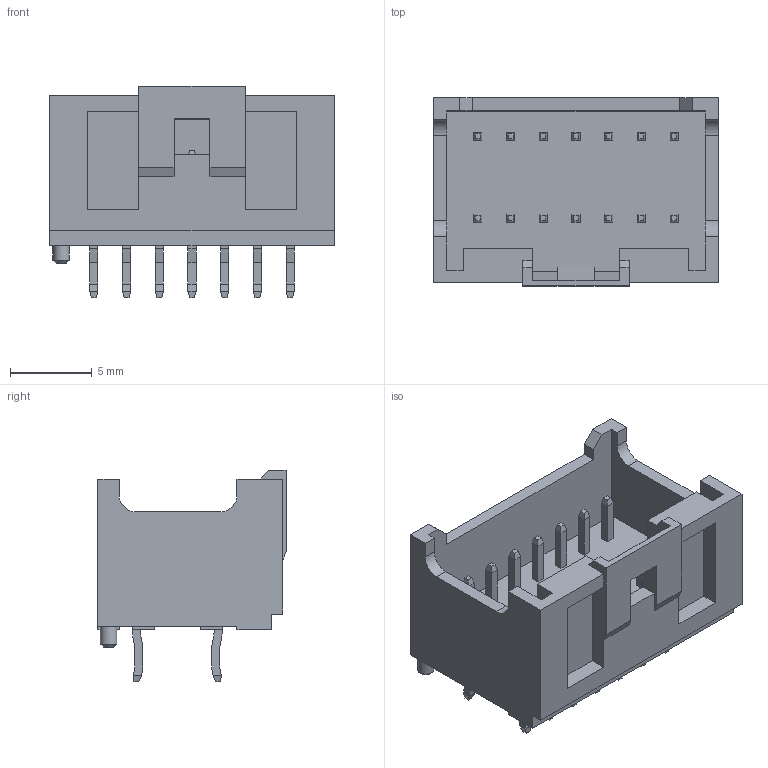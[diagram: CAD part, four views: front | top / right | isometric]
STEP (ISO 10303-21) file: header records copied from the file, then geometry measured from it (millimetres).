
FILE_DESCRIPTION(/* description */ ('Unknown'),/* implementation_level */ '2;1');
FILE_NAME(/* name */ 'J_Wurth_WR-WTB_62401421622',/* time_stamp */ '2025-05-26T14:32:12+08:00',/* author */ ('Unknown'),/* organization */ ('Unknown'),/* preprocessor_version */ 'ST-DEVELOPER v19.4',/* originating_system */ 'Solid Edge',/* authorisation */ 'Unknown');
FILE_SCHEMA (('AUTOMOTIVE_DESIGN {1 0 10303 214 3 1 1}'));
Length unit declared in the file: millimetre
Products named in the file (2): J_Wurth_WR-WTB_62401421622
Assembly tree (1 placements, depth 2):
  J_Wurth_WR-WTB_62401421622
    J_Wurth_WR-WTB_62401421622
Bounding box: 17.4 x 11.5 x 12.95 mm (x, y, z)
Volume: 761.6 mm3; surface area: 1498.6 mm2
Topology: 1 solids, 1 shells, 506 faces, 1317 edges, 857 vertices
Faces by surface type: plane 500, cylinder 5, cone 1
Full cylindrical faces by diameter (mm): 1 x1
Entity records: 18658 total; most frequent: CARTESIAN_POINT 2678, ORIENTED_EDGE 2628, DIRECTION 2341, EDGE_CURVE 1314, LINE 1303, VECTOR 1303, VERTEX_POINT 856, EDGE_LOOP 554
